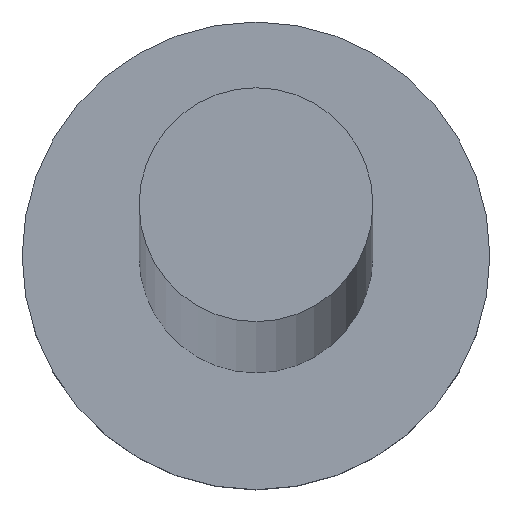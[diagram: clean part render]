
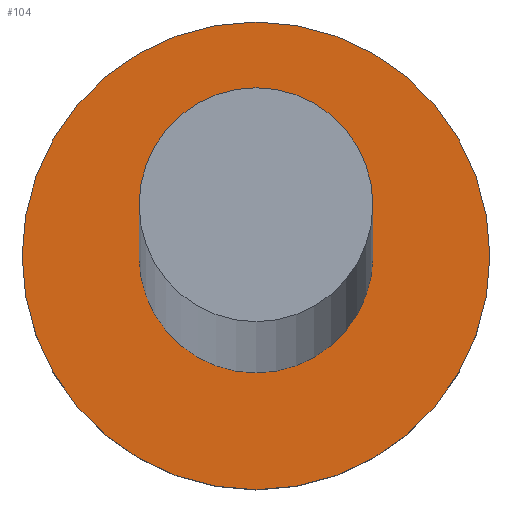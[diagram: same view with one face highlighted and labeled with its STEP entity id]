
A CAD part, top view. The second image highlights one B-rep face of the part: STEP entity #104.
In plain terms, the highlighted planar face has unit normal (0, 0, 1).
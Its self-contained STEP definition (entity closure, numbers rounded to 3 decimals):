
#3 = CARTESIAN_POINT ( 'NONE',  ( 2.5, 0., 3. ) ) ;
#7 = CIRCLE ( 'NONE', #43, 5. ) ;
#13 = EDGE_CURVE ( 'NONE', #127, #32, #7, .T. ) ;
#15 = ORIENTED_EDGE ( 'NONE', *, *, #141, .F. ) ;
#27 = CIRCLE ( 'NONE', #205, 5. ) ;
#31 = ORIENTED_EDGE ( 'NONE', *, *, #13, .T. ) ;
#32 = VERTEX_POINT ( 'NONE', #236 ) ;
#33 = ORIENTED_EDGE ( 'NONE', *, *, #108, .T. ) ;
#39 = CARTESIAN_POINT ( 'NONE',  ( -2.5, 0., 3. ) ) ;
#42 = CARTESIAN_POINT ( 'NONE',  ( 0., 0., 3. ) ) ;
#43 = AXIS2_PLACEMENT_3D ( 'NONE', #95, #215, #74 ) ;
#45 = PLANE ( 'NONE',  #103 ) ;
#52 = VERTEX_POINT ( 'NONE', #39 ) ;
#73 = CIRCLE ( 'NONE', #220, 2.5 ) ;
#74 = DIRECTION ( 'NONE',  ( 1., 0., 0. ) ) ;
#75 = DIRECTION ( 'NONE',  ( 1., 0., 0. ) ) ;
#78 = AXIS2_PLACEMENT_3D ( 'NONE', #196, #134, #178 ) ;
#89 = ORIENTED_EDGE ( 'NONE', *, *, #147, .F. ) ;
#94 = DIRECTION ( 'NONE',  ( 0., 0., 1. ) ) ;
#95 = CARTESIAN_POINT ( 'NONE',  ( 0., 0., 3. ) ) ;
#96 = FACE_BOUND ( 'NONE', #171, .T. ) ;
#103 = AXIS2_PLACEMENT_3D ( 'NONE', #118, #200, #149 ) ;
#104 = ADVANCED_FACE ( 'NONE', ( #96, #194 ), #45, .T. ) ;
#108 = EDGE_CURVE ( 'NONE', #32, #127, #27, .T. ) ;
#113 = VERTEX_POINT ( 'NONE', #3 ) ;
#114 = CARTESIAN_POINT ( 'NONE',  ( -5., 0., 3. ) ) ;
#118 = CARTESIAN_POINT ( 'NONE',  ( 0., 0., 3. ) ) ;
#127 = VERTEX_POINT ( 'NONE', #114 ) ;
#134 = DIRECTION ( 'NONE',  ( 0., 0., 1. ) ) ;
#141 = EDGE_CURVE ( 'NONE', #52, #113, #150, .T. ) ;
#147 = EDGE_CURVE ( 'NONE', #113, #52, #73, .T. ) ;
#149 = DIRECTION ( 'NONE',  ( 1., 0., 0. ) ) ;
#150 = CIRCLE ( 'NONE', #78, 2.5 ) ;
#155 = DIRECTION ( 'NONE',  ( 0., 0., 1. ) ) ;
#171 = EDGE_LOOP ( 'NONE', ( #15, #89 ) ) ;
#178 = DIRECTION ( 'NONE',  ( 1., 0., 0. ) ) ;
#179 = CARTESIAN_POINT ( 'NONE',  ( 0., 0., 3. ) ) ;
#189 = EDGE_LOOP ( 'NONE', ( #31, #33 ) ) ;
#194 = FACE_OUTER_BOUND ( 'NONE', #189, .T. ) ;
#196 = CARTESIAN_POINT ( 'NONE',  ( 0., 0., 3. ) ) ;
#197 = DIRECTION ( 'NONE',  ( 1., 0., 0. ) ) ;
#200 = DIRECTION ( 'NONE',  ( 0., 0., 1. ) ) ;
#205 = AXIS2_PLACEMENT_3D ( 'NONE', #179, #94, #75 ) ;
#215 = DIRECTION ( 'NONE',  ( 0., 0., 1. ) ) ;
#220 = AXIS2_PLACEMENT_3D ( 'NONE', #42, #155, #197 ) ;
#236 = CARTESIAN_POINT ( 'NONE',  ( 5., 0., 3. ) ) ;
